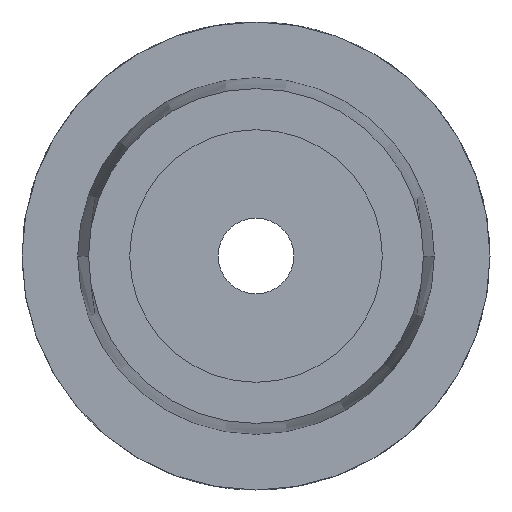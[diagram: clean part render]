
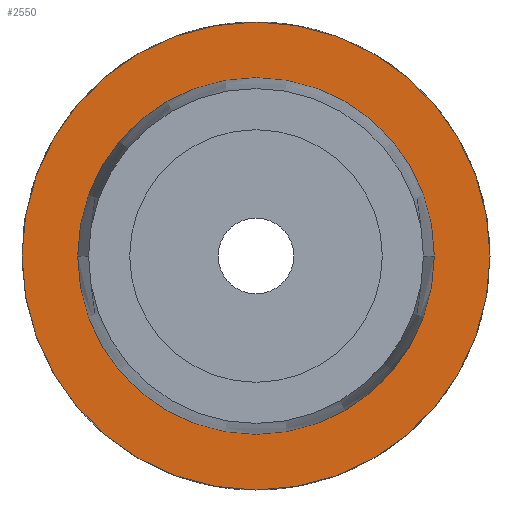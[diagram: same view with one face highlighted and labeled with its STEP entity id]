
A CAD part, left-side view. The second image highlights one B-rep face of the part: STEP entity #2550.
In plain terms, the highlighted planar face has unit normal (-1, 0, 0).
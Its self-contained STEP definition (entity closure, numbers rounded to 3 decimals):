
#772=CARTESIAN_POINT('',(0.,0.,0.));
#773=DIRECTION('',(1.,0.,0.));
#774=DIRECTION('',(0.,1.,0.));
#775=AXIS2_PLACEMENT_3D('',#772,#773,#774);
#794=CARTESIAN_POINT('',(0.,0.,0.));
#795=DIRECTION('',(-1.,0.,0.));
#796=DIRECTION('',(0.,1.,0.));
#797=AXIS2_PLACEMENT_3D('',#794,#795,#796);
#802=CARTESIAN_POINT('',(0.,0.,0.));
#803=DIRECTION('',(1.,0.,0.));
#804=DIRECTION('',(0.,1.,0.));
#805=AXIS2_PLACEMENT_3D('',#802,#803,#804);
#810=CARTESIAN_POINT('',(0.,0.,0.));
#811=DIRECTION('',(-1.,0.,0.));
#812=DIRECTION('',(0.,1.,0.));
#813=AXIS2_PLACEMENT_3D('',#810,#811,#812);
#1626=CARTESIAN_POINT('',(0.,31.5,0.));
#1628=VERTEX_POINT('',#1626);
#1634=CARTESIAN_POINT('',(0.,-31.5,0.));
#1636=VERTEX_POINT('',#1634);
#1817=CARTESIAN_POINT('',(0.,24.005,0.));
#1818=VERTEX_POINT('',#1817);
#1819=CARTESIAN_POINT('',(0.,-24.005,0.));
#1820=VERTEX_POINT('',#1819);
#2535=CARTESIAN_POINT('',(0.,0.,0.));
#2536=DIRECTION('',(1.,0.,0.));
#2537=DIRECTION('',(0.,-1.,0.));
#2538=AXIS2_PLACEMENT_3D('',#2535,#2536,#2537);
#2539=PLANE('',#2538);
#2541=ORIENTED_EDGE('',*,*,#2540,.T.);
#2543=ORIENTED_EDGE('',*,*,#2542,.F.);
#2544=EDGE_LOOP('',(#2541,#2543));
#2545=FACE_OUTER_BOUND('',#2544,.F.);
#2546=ORIENTED_EDGE('',*,*,#2530,.T.);
#2547=ORIENTED_EDGE('',*,*,#2514,.F.);
#2548=EDGE_LOOP('',(#2546,#2547));
#2549=FACE_BOUND('',#2548,.F.);
#776=CIRCLE('',#775,24.005);
#798=CIRCLE('',#797,24.005);
#806=CIRCLE('',#805,31.5);
#814=CIRCLE('',#813,31.5);
#2514=EDGE_CURVE('',#1818,#1820,#776,.T.);
#2530=EDGE_CURVE('',#1818,#1820,#798,.T.);
#2540=EDGE_CURVE('',#1628,#1636,#806,.T.);
#2542=EDGE_CURVE('',#1628,#1636,#814,.T.);
#2550=ADVANCED_FACE('',(#2545,#2549),#2539,.F.);
